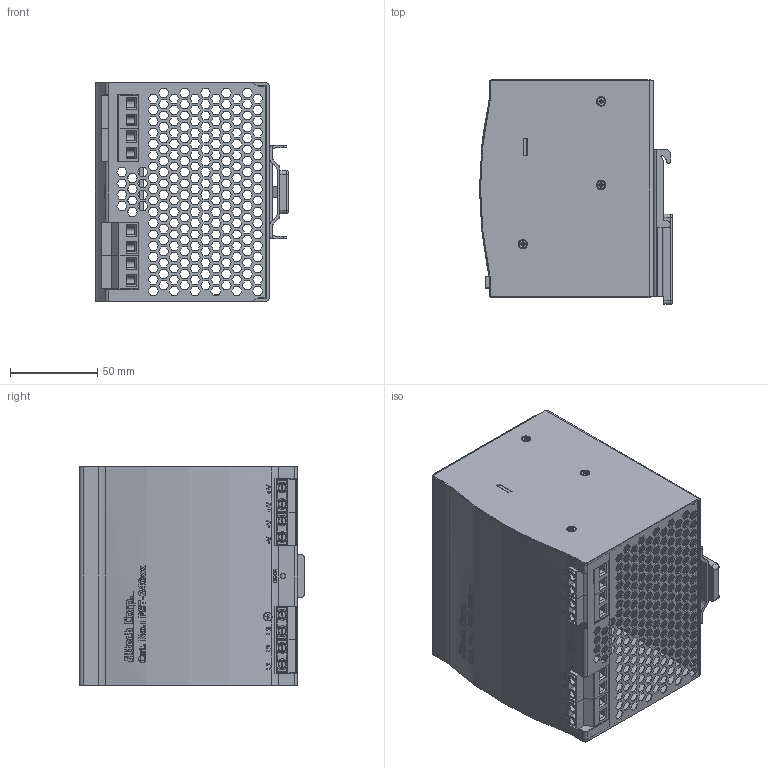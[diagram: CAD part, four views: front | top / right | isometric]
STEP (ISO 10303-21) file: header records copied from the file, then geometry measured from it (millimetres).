
FILE_DESCRIPTION((''),'2;1');
FILE_NAME('PST240.stp','2011-08-24T11:17:59',('laszlo'),(''),'Autodesk Inventor 2009','Autodesk Inventor 2009','');
FILE_SCHEMA(('AUTOMOTIVE_DESIGN { 1 0 10303 214 1 1 1 1 }'));
Length unit declared in the file: millimetre
Products named in the file (9): PST240; Sheetmetall_inside; Sheetmetall_outside; PCB; PC_board; Terminalblock2; railmount; BS 4183  Cross Recessed Flat Countersunk Head Machine Screw  - Metric M2.5 x 4; ISO 1207 M 2.5 x 3
Assembly tree (30 placements, depth 3):
  PST240
    Sheetmetall_inside
    Sheetmetall_outside
    PCB
      PC_board
      Terminalblock2  x4
    railmount
    BS 4183  Cross Recessed Flat Countersunk Head Machine Screw  - Metric M2.5 x 4  x13
    ISO 1207 M 2.5 x 3  x8
Bounding box: 110.9 x 129.1 x 125.5 mm (x, y, z)
Volume: 134017.9 mm3; surface area: 197532.8 mm2
Topology: 29 solids, 29 shells, 4576 faces, 13167 edges, 8718 vertices
Faces by surface type: plane 3711, cylinder 364, cone 232, bspline 198, torus 71
Full cylindrical faces by diameter (mm): 1.948 x13, 2.224 x8, 2.4 x2, 2.5 x21, 4 x8, 4.45 x13, 4.6 x1, 4.9 x1
Entity records: 131864 total; most frequent: CARTESIAN_POINT 28810, ORIENTED_EDGE 22406, DIRECTION 18621, EDGE_CURVE 11203, VECTOR 9879, LINE 9879, VERTEX_POINT 7484, EDGE_LOOP 4911
